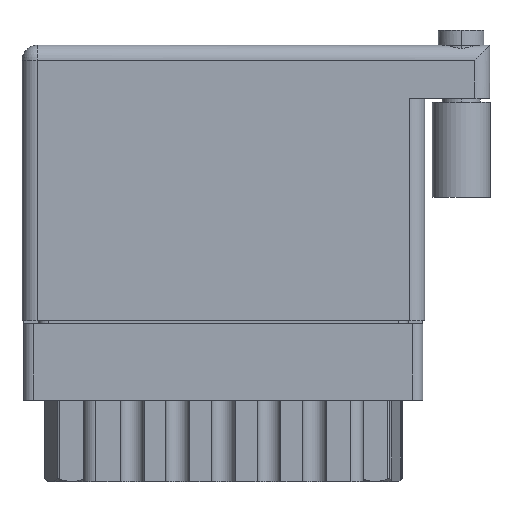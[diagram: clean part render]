
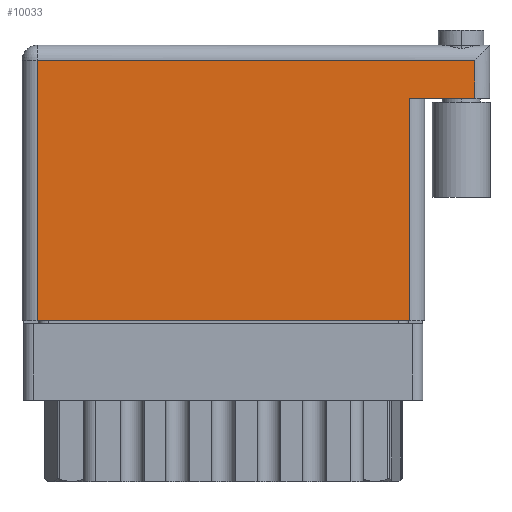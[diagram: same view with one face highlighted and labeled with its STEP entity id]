
A CAD part, front view. The second image highlights one B-rep face of the part: STEP entity #10033.
In plain terms, the highlighted face is planar.
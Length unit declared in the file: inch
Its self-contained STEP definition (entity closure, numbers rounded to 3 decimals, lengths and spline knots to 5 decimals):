
#68 = VECTOR ( 'NONE', #29687, 39.37008 ) ;
#867 = DIRECTION ( 'NONE',  ( 1., 0., 0. ) ) ;
#2832 = DIRECTION ( 'NONE',  ( 0., 1., 0. ) ) ;
#2967 = VECTOR ( 'NONE', #28579, 39.37008 ) ;
#4579 = VERTEX_POINT ( 'NONE', #28662 ) ;
#5163 = ORIENTED_EDGE ( 'NONE', *, *, #9885, .T. ) ;
#5284 = VECTOR ( 'NONE', #2832, 39.37008 ) ;
#5415 = VERTEX_POINT ( 'NONE', #21569 ) ;
#7205 = VECTOR ( 'NONE', #10420, 39.37008 ) ;
#8903 = EDGE_LOOP ( 'NONE', ( #16602, #35511, #9465, #12406, #5163, #29481 ) ) ;
#9377 = VECTOR ( 'NONE', #867, 39.37008 ) ;
#9428 = AXIS2_PLACEMENT_3D ( 'NONE', #11976, #9559, #31487 ) ;
#9465 = ORIENTED_EDGE ( 'NONE', *, *, #20297, .F. ) ;
#9498 = LINE ( 'NONE', #14349, #17375 ) ;
#9559 = DIRECTION ( 'NONE',  ( 0., 0., -1. ) ) ;
#9885 = EDGE_CURVE ( 'NONE', #31709, #24008, #16371, .T. ) ;
#10033 = ADVANCED_FACE ( 'NONE', ( #15935 ), #23114, .F. ) ;
#10420 = DIRECTION ( 'NONE',  ( -1., 0., 0. ) ) ;
#11111 = CARTESIAN_POINT ( 'NONE',  ( 1.489, 0.906, 0. ) ) ;
#11251 = VERTEX_POINT ( 'NONE', #16813 ) ;
#11422 = DIRECTION ( 'NONE',  ( 0., -1., 0. ) ) ;
#11976 = CARTESIAN_POINT ( 'NONE',  ( 0., 0.906, 0. ) ) ;
#12406 = ORIENTED_EDGE ( 'NONE', *, *, #12425, .T. ) ;
#12425 = EDGE_CURVE ( 'NONE', #11251, #31709, #22733, .T. ) ;
#13027 = CARTESIAN_POINT ( 'NONE',  ( 1.489, 0.856, 0. ) ) ;
#13038 = CARTESIAN_POINT ( 'NONE',  ( 0.05, 0., 0. ) ) ;
#14349 = CARTESIAN_POINT ( 'NONE',  ( 0.05, 0., 0. ) ) ;
#14674 = CARTESIAN_POINT ( 'NONE',  ( 1.539, 0.731, 0. ) ) ;
#15389 = EDGE_CURVE ( 'NONE', #24008, #29827, #9498, .T. ) ;
#15935 = FACE_OUTER_BOUND ( 'NONE', #8903, .T. ) ;
#16371 = LINE ( 'NONE', #21644, #7205 ) ;
#16602 = ORIENTED_EDGE ( 'NONE', *, *, #31437, .T. ) ;
#16813 = CARTESIAN_POINT ( 'NONE',  ( 1.489, 0.731, 0. ) ) ;
#17375 = VECTOR ( 'NONE', #11422, 39.37008 ) ;
#20297 = EDGE_CURVE ( 'NONE', #11251, #4579, #30843, .T. ) ;
#20318 = CARTESIAN_POINT ( 'NONE',  ( 0.05, 0.856, 0. ) ) ;
#21569 = CARTESIAN_POINT ( 'NONE',  ( 1.275, 0., 0. ) ) ;
#21644 = CARTESIAN_POINT ( 'NONE',  ( 0., 0.856, 0. ) ) ;
#22733 = LINE ( 'NONE', #11111, #68 ) ;
#23114 = PLANE ( 'NONE',  #9428 ) ;
#24008 = VERTEX_POINT ( 'NONE', #20318 ) ;
#24802 = EDGE_CURVE ( 'NONE', #5415, #4579, #34890, .T. ) ;
#25600 = CARTESIAN_POINT ( 'NONE',  ( 0., 0., 0. ) ) ;
#27805 = CARTESIAN_POINT ( 'NONE',  ( 1.275, 0.731, 0. ) ) ;
#28579 = DIRECTION ( 'NONE',  ( -1., 0., 0. ) ) ;
#28662 = CARTESIAN_POINT ( 'NONE',  ( 1.275, 0.731, 0. ) ) ;
#29481 = ORIENTED_EDGE ( 'NONE', *, *, #15389, .T. ) ;
#29687 = DIRECTION ( 'NONE',  ( 0., 1., 0. ) ) ;
#29827 = VERTEX_POINT ( 'NONE', #13038 ) ;
#29914 = LINE ( 'NONE', #25600, #9377 ) ;
#30843 = LINE ( 'NONE', #14674, #2967 ) ;
#31437 = EDGE_CURVE ( 'NONE', #29827, #5415, #29914, .T. ) ;
#31487 = DIRECTION ( 'NONE',  ( -1., 0., 0. ) ) ;
#31709 = VERTEX_POINT ( 'NONE', #13027 ) ;
#34890 = LINE ( 'NONE', #27805, #5284 ) ;
#35511 = ORIENTED_EDGE ( 'NONE', *, *, #24802, .T. ) ;
